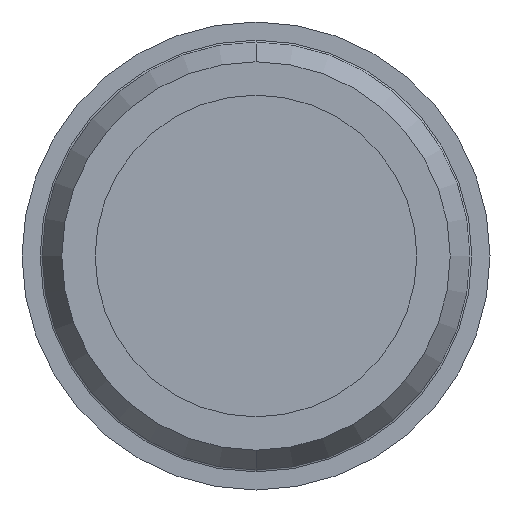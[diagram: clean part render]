
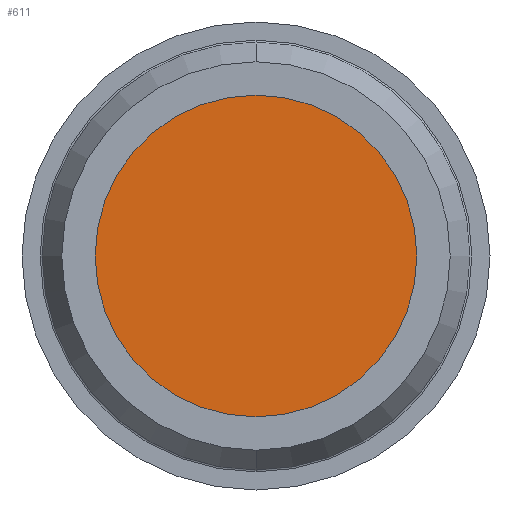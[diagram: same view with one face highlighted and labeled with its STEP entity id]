
A CAD part, front view. The second image highlights one B-rep face of the part: STEP entity #611.
In plain terms, the highlighted planar face has unit normal (0, -1, 0).
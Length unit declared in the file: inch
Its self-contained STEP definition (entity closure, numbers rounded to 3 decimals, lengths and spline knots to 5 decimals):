
#62 = CARTESIAN_POINT ( 'NONE',  ( 0., -1.23, 0. ) ) ;
#66 = EDGE_CURVE ( 'NONE', #480, #257, #128, .T. ) ;
#67 = AXIS2_PLACEMENT_3D ( 'NONE', #513, #565, #286 ) ;
#113 = FACE_OUTER_BOUND ( 'NONE', #386, .T. ) ;
#126 = CARTESIAN_POINT ( 'NONE',  ( 0., -1.23, 0. ) ) ;
#128 = CIRCLE ( 'NONE', #229, 2.0625 ) ;
#170 = DIRECTION ( 'NONE',  ( 0., 0., 1. ) ) ;
#229 = AXIS2_PLACEMENT_3D ( 'NONE', #126, #444, #170 ) ;
#235 = PLANE ( 'NONE',  #67 ) ;
#257 = VERTEX_POINT ( 'NONE', #460 ) ;
#282 = DIRECTION ( 'NONE',  ( 0., 1., 0. ) ) ;
#286 = DIRECTION ( 'NONE',  ( 0., 0., 1. ) ) ;
#324 = DIRECTION ( 'NONE',  ( 0., 0., 1. ) ) ;
#366 = EDGE_CURVE ( 'NONE', #257, #480, #473, .T. ) ;
#386 = EDGE_LOOP ( 'NONE', ( #577, #506 ) ) ;
#444 = DIRECTION ( 'NONE',  ( 0., 1., 0. ) ) ;
#454 = CARTESIAN_POINT ( 'NONE',  ( 0., -1.23, 2.0625 ) ) ;
#460 = CARTESIAN_POINT ( 'NONE',  ( 0., -1.23, -2.0625 ) ) ;
#473 = CIRCLE ( 'NONE', #529, 2.0625 ) ;
#480 = VERTEX_POINT ( 'NONE', #454 ) ;
#506 = ORIENTED_EDGE ( 'NONE', *, *, #366, .F. ) ;
#513 = CARTESIAN_POINT ( 'NONE',  ( 0., -1.23, 0. ) ) ;
#529 = AXIS2_PLACEMENT_3D ( 'NONE', #62, #282, #324 ) ;
#565 = DIRECTION ( 'NONE',  ( 0., 1., 0. ) ) ;
#577 = ORIENTED_EDGE ( 'NONE', *, *, #66, .F. ) ;
#611 = ADVANCED_FACE ( 'NONE', ( #113 ), #235, .F. ) ;
